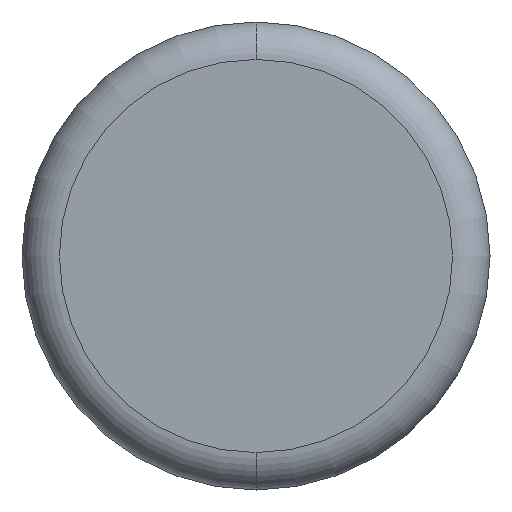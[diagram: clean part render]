
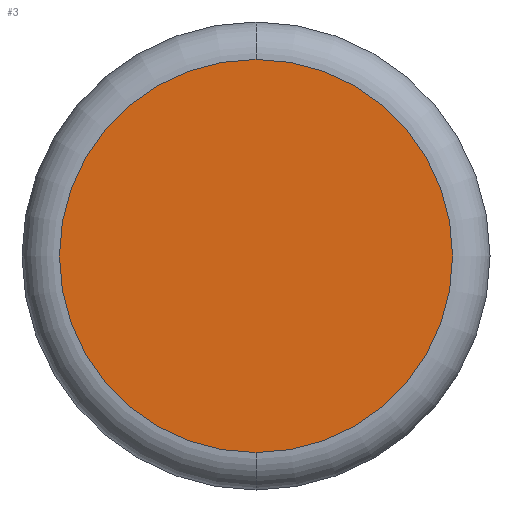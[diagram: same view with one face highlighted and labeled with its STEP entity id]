
A CAD part, front view. The second image highlights one B-rep face of the part: STEP entity #3.
In plain terms, the highlighted planar face has unit normal (0, -1, 0).
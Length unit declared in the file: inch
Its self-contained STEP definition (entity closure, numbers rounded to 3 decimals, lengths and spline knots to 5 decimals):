
#3 = ADVANCED_FACE ( 'NONE', ( #66 ), #387, .T. ) ;
#16 = ORIENTED_EDGE ( 'NONE', *, *, #57, .T. ) ;
#27 = DIRECTION ( 'NONE',  ( 0., -1., 0. ) ) ;
#42 = VERTEX_POINT ( 'NONE', #355 ) ;
#50 = CIRCLE ( 'NONE', #275, 0.315 ) ;
#57 = EDGE_CURVE ( 'NONE', #42, #253, #80, .T. ) ;
#66 = FACE_OUTER_BOUND ( 'NONE', #223, .T. ) ;
#70 = CARTESIAN_POINT ( 'NONE',  ( 0., 0., 0. ) ) ;
#80 = CIRCLE ( 'NONE', #139, 0.315 ) ;
#135 = AXIS2_PLACEMENT_3D ( 'NONE', #198, #324, #258 ) ;
#139 = AXIS2_PLACEMENT_3D ( 'NONE', #70, #232, #318 ) ;
#150 = CARTESIAN_POINT ( 'NONE',  ( 0., 0., -0.315 ) ) ;
#177 = EDGE_CURVE ( 'NONE', #253, #42, #50, .T. ) ;
#198 = CARTESIAN_POINT ( 'NONE',  ( 0., 0., 0. ) ) ;
#223 = EDGE_LOOP ( 'NONE', ( #350, #16 ) ) ;
#232 = DIRECTION ( 'NONE',  ( 0., -1., 0. ) ) ;
#239 = DIRECTION ( 'NONE',  ( 0., 0., -1. ) ) ;
#253 = VERTEX_POINT ( 'NONE', #150 ) ;
#258 = DIRECTION ( 'NONE',  ( 0., 0., -1. ) ) ;
#275 = AXIS2_PLACEMENT_3D ( 'NONE', #334, #27, #239 ) ;
#318 = DIRECTION ( 'NONE',  ( 0., 0., -1. ) ) ;
#324 = DIRECTION ( 'NONE',  ( 0., -1., 0. ) ) ;
#334 = CARTESIAN_POINT ( 'NONE',  ( 0., 0., 0. ) ) ;
#350 = ORIENTED_EDGE ( 'NONE', *, *, #177, .T. ) ;
#355 = CARTESIAN_POINT ( 'NONE',  ( 0., 0., 0.315 ) ) ;
#387 = PLANE ( 'NONE',  #135 ) ;
